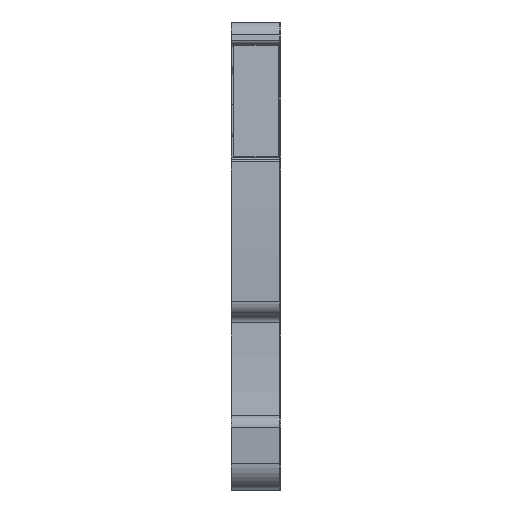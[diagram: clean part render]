
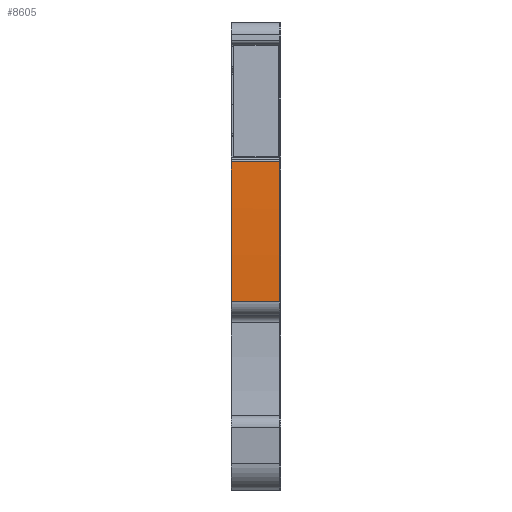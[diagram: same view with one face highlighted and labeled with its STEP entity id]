
A CAD part, front view. The second image highlights one B-rep face of the part: STEP entity #8605.
In plain terms, the highlighted cylindrical face has radius 122.182 mm (diameter 244.364 mm), a partial arc.
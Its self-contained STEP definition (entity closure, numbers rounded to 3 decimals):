
#1374=AXIS2_PLACEMENT_3D('Circle Axis2P3D',#1372,#1373,$) ;
#3658=AXIS2_PLACEMENT_3D('Circle Axis2P3D',#3656,#3657,$) ;
#3665=AXIS2_PLACEMENT_3D('Circle Axis2P3D',#3663,#3664,$) ;
#7845=AXIS2_PLACEMENT_3D('Cylinder Axis2P3D',#7842,#7843,#7844) ;
#1369=CARTESIAN_POINT('Vertex',(3.45,1.637,23.414)) ;
#1372=CARTESIAN_POINT('Axis2P3D Location',(3.45,123.656,17.106)) ;
#1376=CARTESIAN_POINT('Vertex',(3.45,1.529,13.42)) ;
#3653=CARTESIAN_POINT('Vertex',(0.,1.529,13.42)) ;
#3656=CARTESIAN_POINT('Axis2P3D Location',(0.,123.609,17.104)) ;
#3660=CARTESIAN_POINT('Vertex',(0.,1.528,13.45)) ;
#3663=CARTESIAN_POINT('Axis2P3D Location',(0.,123.656,17.106)) ;
#3667=CARTESIAN_POINT('Vertex',(0.,1.637,23.414)) ;
#7842=CARTESIAN_POINT('Axis2P3D Location',(1.75,123.656,17.106)) ;
#8580=CARTESIAN_POINT('Line Origine',(1.75,1.637,23.414)) ;
#8593=CARTESIAN_POINT('Line Origine',(1.75,1.529,13.42)) ;
#1373=DIRECTION('Axis2P3D Direction',(1.,0.,0.)) ;
#3657=DIRECTION('Axis2P3D Direction',(1.,0.,0.)) ;
#3664=DIRECTION('Axis2P3D Direction',(1.,0.,0.)) ;
#7843=DIRECTION('Axis2P3D Direction',(1.,0.,0.)) ;
#7844=DIRECTION('Axis2P3D XDirection',(0.,-0.992,0.126)) ;
#8581=DIRECTION('Vector Direction',(1.,0.,0.)) ;
#8594=DIRECTION('Vector Direction',(1.,0.,0.)) ;
#8582=VECTOR('Line Direction',#8581,1.) ;
#8595=VECTOR('Line Direction',#8594,1.) ;
#8599=ORIENTED_EDGE('',*,*,#8584,.T.) ;
#8600=ORIENTED_EDGE('',*,*,#3669,.T.) ;
#8601=ORIENTED_EDGE('',*,*,#3662,.T.) ;
#8602=ORIENTED_EDGE('',*,*,#8597,.T.) ;
#8603=ORIENTED_EDGE('',*,*,#1378,.F.) ;
#8605=ADVANCED_FACE('MLD_1',(#8604),#7846,.T.) ;
#1375=CIRCLE('generated circle',#1374,122.182) ;
#3659=CIRCLE('generated circle',#3658,122.136) ;
#3666=CIRCLE('generated circle',#3665,122.182) ;
#7846=CYLINDRICAL_SURFACE('generated cylinder',#7845,122.182) ;
#1378=EDGE_CURVE('',#1370,#1377,#1375,.T.) ;
#3662=EDGE_CURVE('',#3661,#3654,#3659,.T.) ;
#3669=EDGE_CURVE('',#3668,#3661,#3666,.T.) ;
#8584=EDGE_CURVE('',#1370,#3668,#8583,.F.) ;
#8597=EDGE_CURVE('',#3654,#1377,#8596,.T.) ;
#8598=EDGE_LOOP('',(#8599,#8600,#8601,#8602,#8603)) ;
#8604=FACE_OUTER_BOUND('',#8598,.T.) ;
#8583=LINE('Line',#8580,#8582) ;
#8596=LINE('Line',#8593,#8595) ;
#1370=VERTEX_POINT('',#1369) ;
#1377=VERTEX_POINT('',#1376) ;
#3654=VERTEX_POINT('',#3653) ;
#3661=VERTEX_POINT('',#3660) ;
#3668=VERTEX_POINT('',#3667) ;
